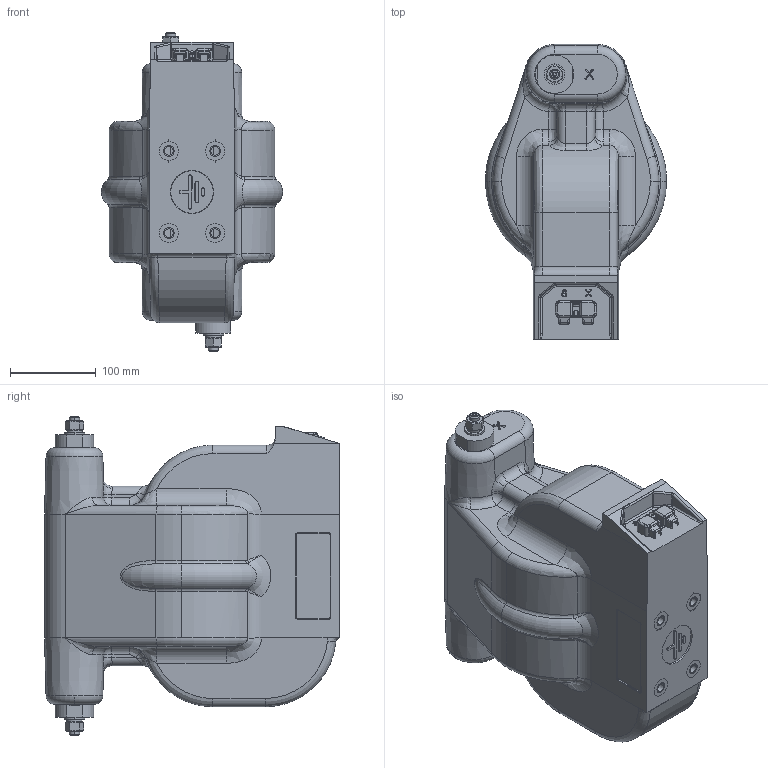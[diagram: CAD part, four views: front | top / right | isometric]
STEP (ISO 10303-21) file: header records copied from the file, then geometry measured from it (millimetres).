
FILE_DESCRIPTION (( 'STEP AP203' ), '1' );
FILE_NAME ('迓冾-3(6,10).STEP', '2017-09-04T03:37:29', ( '' ), ( '' ), 'SwSTEP 2.0', 'SolidWorks 2010', '' );
FILE_SCHEMA (( 'CONFIG_CONTROL_DESIGN' ));
Length unit declared in the file: millimetre
Products named in the file (1): 迓冾-3(6,10)
Bounding box: 211.88 x 345 x 374 mm (x, y, z)
Surface area: 369234 mm2 (no closed solid volume)
Topology: 0 solids, 28 shells, 490 faces, 1355 edges, 874 vertices
Faces by surface type: plane 148, cylinder 136, bspline 114, torus 38, cone 38, sphere 16
Entity records: 21808 total; most frequent: CARTESIAN_POINT 10374, ORIENTED_EDGE 2366, DIRECTION 2216, EDGE_CURVE 1349, VERTEX_POINT 874, AXIS2_PLACEMENT_3D 857, EDGE_LOOP 529, VECTOR 502
